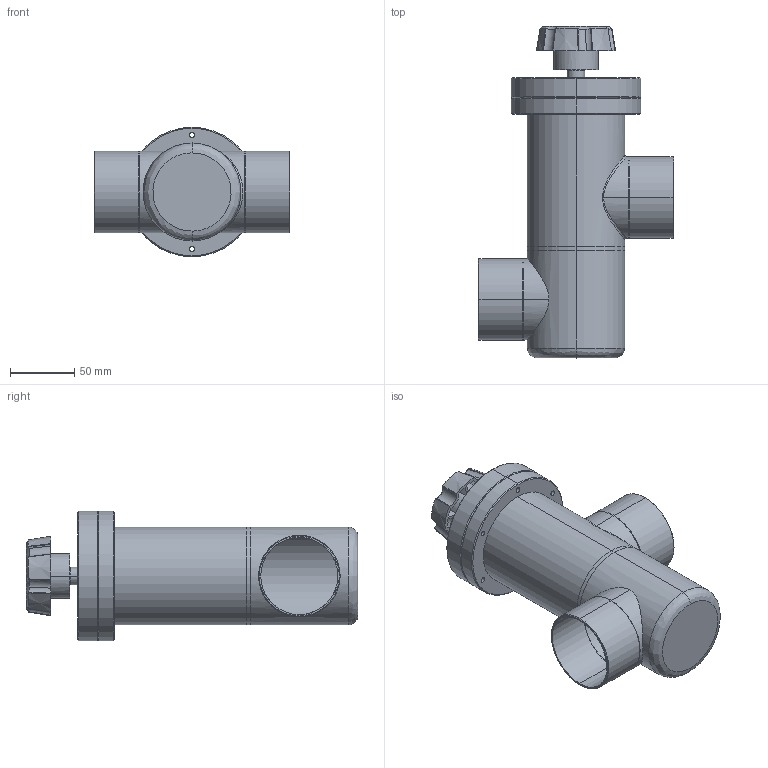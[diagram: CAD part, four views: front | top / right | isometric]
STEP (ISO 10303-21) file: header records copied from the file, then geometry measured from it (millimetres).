
FILE_DESCRIPTION (( 'STEP AP214' ), '1' );
FILE_NAME ('L-250-H_INLINE_VALVE_VITON_BONNET_MANUAL.STEP', '2020-04-01T06:17:09', ( 'admin' ), ( 'Microsoft' ), 'SwSTEP 2.0', 'SolidWorks 2016', '' );
FILE_SCHEMA (( 'AUTOMOTIVE_DESIGN' ));
Length unit declared in the file: inch
Products named in the file (1): L-250-H_INLINE_VALVE_VITON_BONNET_MANUAL
Bounding box: 152.4 x 258.86 x 100.97 mm (x, y, z)
Volume: 333772.1 mm3; surface area: 200243.1 mm2
Topology: 11 solids, 11 shells, 311 faces, 775 edges, 509 vertices
Faces by surface type: cylinder 134, cone 79, plane 78, bspline 20
Entity records: 13134 total; most frequent: CARTESIAN_POINT 5626, ORIENTED_EDGE 1550, DIRECTION 1496, EDGE_CURVE 775, AXIS2_PLACEMENT_3D 633, VERTEX_POINT 509, EDGE_LOOP 380, CIRCLE 341
